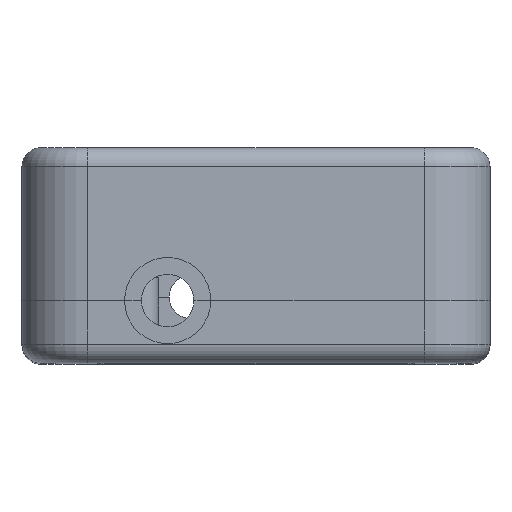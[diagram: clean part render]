
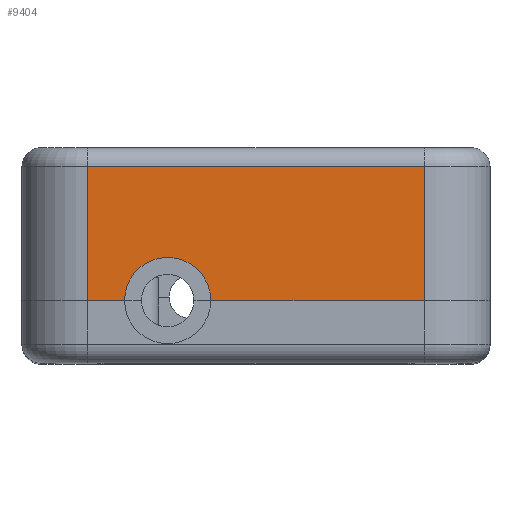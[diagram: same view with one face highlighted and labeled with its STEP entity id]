
A CAD part, top view. The second image highlights one B-rep face of the part: STEP entity #9404.
In plain terms, the highlighted planar face has unit normal (0, 0, 1).
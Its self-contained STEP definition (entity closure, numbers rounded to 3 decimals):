
#733 = EDGE_CURVE ( 'NONE', #738, #4452, #871, .T. ) ;
#738 = VERTEX_POINT ( 'NONE', #2904 ) ;
#871 = LINE ( 'NONE', #1898, #11261 ) ;
#926 = DIRECTION ( 'NONE',  ( 0., 0., 1. ) ) ;
#1898 = CARTESIAN_POINT ( 'NONE',  ( -25., -16.33, 42.5 ) ) ;
#1951 = PLANE ( 'NONE',  #9535 ) ;
#2183 = CARTESIAN_POINT ( 'NONE',  ( -9.44, -16.33, 42.5 ) ) ;
#2623 = EDGE_CURVE ( 'NONE', #5135, #4452, #13053, .T. ) ;
#2726 = ORIENTED_EDGE ( 'NONE', *, *, #11563, .T. ) ;
#2823 = EDGE_CURVE ( 'NONE', #5823, #9890, #12385, .T. ) ;
#2904 = CARTESIAN_POINT ( 'NONE',  ( -18., -16.33, 42.5 ) ) ;
#3077 = VECTOR ( 'NONE', #12354, 1000. ) ;
#3641 = DIRECTION ( 'NONE',  ( 0., -1., 0. ) ) ;
#4191 = ORIENTED_EDGE ( 'NONE', *, *, #4301, .T. ) ;
#4301 = EDGE_CURVE ( 'NONE', #5135, #4541, #5117, .T. ) ;
#4452 = VERTEX_POINT ( 'NONE', #7822 ) ;
#4541 = VERTEX_POINT ( 'NONE', #4841 ) ;
#4572 = ORIENTED_EDGE ( 'NONE', *, *, #2823, .T. ) ;
#4649 = LINE ( 'NONE', #4913, #12523 ) ;
#4841 = CARTESIAN_POINT ( 'NONE',  ( 18., -16.33, 42.5 ) ) ;
#4913 = CARTESIAN_POINT ( 'NONE',  ( -18., -23., 42.5 ) ) ;
#4967 = VECTOR ( 'NONE', #9917, 1000. ) ;
#5117 = LINE ( 'NONE', #9255, #3077 ) ;
#5135 = VERTEX_POINT ( 'NONE', #10600 ) ;
#5622 = ORIENTED_EDGE ( 'NONE', *, *, #11530, .T. ) ;
#5794 = LINE ( 'NONE', #12146, #4967 ) ;
#5823 = VERTEX_POINT ( 'NONE', #7334 ) ;
#6163 = CARTESIAN_POINT ( 'NONE',  ( -18., -2., 42.5 ) ) ;
#6391 = DIRECTION ( 'NONE',  ( 1., 0., 0. ) ) ;
#7149 = CARTESIAN_POINT ( 'NONE',  ( -25., -23., 42.5 ) ) ;
#7171 = EDGE_LOOP ( 'NONE', ( #5622, #13390, #7844, #4191, #2726, #4572 ) ) ;
#7211 = AXIS2_PLACEMENT_3D ( 'NONE', #2183, #11497, #8404 ) ;
#7334 = CARTESIAN_POINT ( 'NONE',  ( 18., -2., 42.5 ) ) ;
#7822 = CARTESIAN_POINT ( 'NONE',  ( -14.04, -16.33, 42.5 ) ) ;
#7844 = ORIENTED_EDGE ( 'NONE', *, *, #2623, .F. ) ;
#8392 = DIRECTION ( 'NONE',  ( -1., 0., 0. ) ) ;
#8404 = DIRECTION ( 'NONE',  ( 1., 0., 0. ) ) ;
#9255 = CARTESIAN_POINT ( 'NONE',  ( -25., -16.33, 42.5 ) ) ;
#9404 = ADVANCED_FACE ( 'NONE', ( #12216 ), #1951, .T. ) ;
#9535 = AXIS2_PLACEMENT_3D ( 'NONE', #7149, #926, #13312 ) ;
#9890 = VERTEX_POINT ( 'NONE', #6163 ) ;
#9917 = DIRECTION ( 'NONE',  ( 0., 1., 0. ) ) ;
#10438 = VECTOR ( 'NONE', #8392, 1000. ) ;
#10600 = CARTESIAN_POINT ( 'NONE',  ( -4.84, -16.33, 42.5 ) ) ;
#11261 = VECTOR ( 'NONE', #6391, 1000. ) ;
#11497 = DIRECTION ( 'NONE',  ( 0., 0., 1. ) ) ;
#11530 = EDGE_CURVE ( 'NONE', #9890, #738, #4649, .T. ) ;
#11563 = EDGE_CURVE ( 'NONE', #4541, #5823, #5794, .T. ) ;
#12146 = CARTESIAN_POINT ( 'NONE',  ( 18., -23., 42.5 ) ) ;
#12216 = FACE_OUTER_BOUND ( 'NONE', #7171, .T. ) ;
#12354 = DIRECTION ( 'NONE',  ( 1., 0., 0. ) ) ;
#12385 = LINE ( 'NONE', #13275, #10438 ) ;
#12523 = VECTOR ( 'NONE', #3641, 1000. ) ;
#13053 = CIRCLE ( 'NONE', #7211, 4.6 ) ;
#13275 = CARTESIAN_POINT ( 'NONE',  ( -18., -2., 42.5 ) ) ;
#13312 = DIRECTION ( 'NONE',  ( 1., 0., 0. ) ) ;
#13390 = ORIENTED_EDGE ( 'NONE', *, *, #733, .T. ) ;
